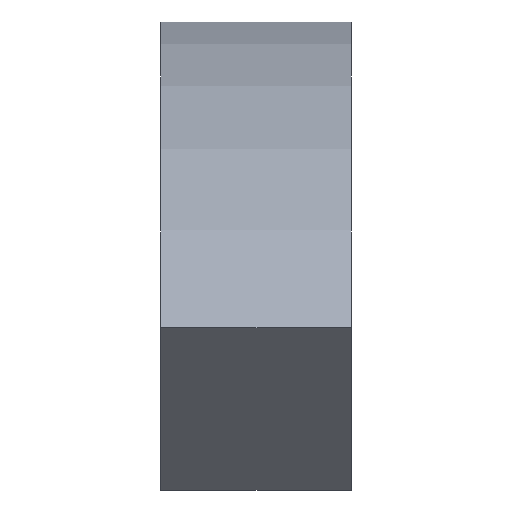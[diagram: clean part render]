
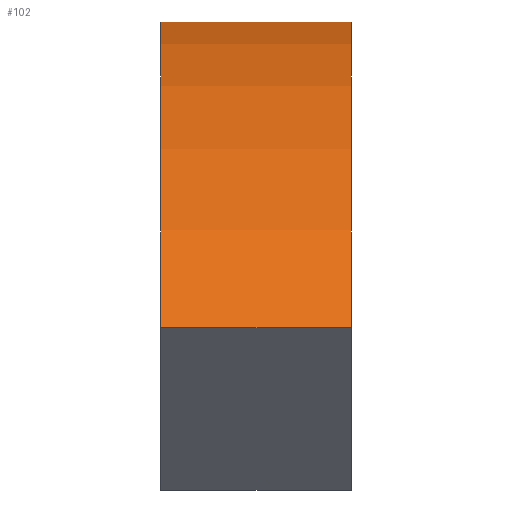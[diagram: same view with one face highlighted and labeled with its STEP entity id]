
A CAD part, left-side view. The second image highlights one B-rep face of the part: STEP entity #102.
In plain terms, the highlighted cylindrical face has radius 615.95 mm (diameter 1231.9 mm), a partial arc.
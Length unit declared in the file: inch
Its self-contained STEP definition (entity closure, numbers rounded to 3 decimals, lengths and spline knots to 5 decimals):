
#16=CYLINDRICAL_SURFACE('',#126,24.25);
#18=CIRCLE('',#121,24.25);
#19=CIRCLE('',#123,24.25);
#26=FACE_OUTER_BOUND('',#32,.T.);
#32=EDGE_LOOP('',(#89,#90,#91,#92));
#36=LINE('',#166,#44);
#38=LINE('',#172,#46);
#44=VECTOR('',#134,0.3937);
#46=VECTOR('',#138,0.3937);
#50=VERTEX_POINT('',#160);
#52=VERTEX_POINT('',#164);
#53=VERTEX_POINT('',#168);
#55=VERTEX_POINT('',#171);
#60=EDGE_CURVE('',#50,#52,#36,.T.);
#62=EDGE_CURVE('',#55,#53,#38,.T.);
#66=EDGE_CURVE('',#52,#55,#18,.T.);
#67=EDGE_CURVE('',#50,#53,#19,.T.);
#89=ORIENTED_EDGE('',*,*,#60,.T.);
#90=ORIENTED_EDGE('',*,*,#66,.T.);
#91=ORIENTED_EDGE('',*,*,#62,.T.);
#92=ORIENTED_EDGE('',*,*,#67,.F.);
#102=ADVANCED_FACE('',(#26),#16,.T.);
#121=AXIS2_PLACEMENT_3D('',#178,#145,#146);
#123=AXIS2_PLACEMENT_3D('',#180,#149,#150);
#126=AXIS2_PLACEMENT_3D('',#183,#155,#156);
#134=DIRECTION('',(0.,-1.,0.));
#138=DIRECTION('',(0.,1.,0.));
#145=DIRECTION('center_axis',(0.,1.,0.));
#146=DIRECTION('ref_axis',(-0.753,0.,0.659));
#149=DIRECTION('center_axis',(0.,1.,0.));
#150=DIRECTION('ref_axis',(-0.753,0.,0.659));
#155=DIRECTION('center_axis',(0.,1.,0.));
#156=DIRECTION('ref_axis',(-0.753,0.,0.659));
#160=CARTESIAN_POINT('',(-18.08409,5.,23.81265));
#164=CARTESIAN_POINT('',(-18.08409,0.,23.81265));
#166=CARTESIAN_POINT('',(-18.08409,0.,23.81265));
#168=CARTESIAN_POINT('',(18.08409,5.,23.81265));
#171=CARTESIAN_POINT('',(18.08409,0.,23.81265));
#172=CARTESIAN_POINT('',(18.08409,0.,23.81265));
#178=CARTESIAN_POINT('Origin',(0.,0.,7.65628));
#180=CARTESIAN_POINT('Origin',(0.,5.,7.65628));
#183=CARTESIAN_POINT('Origin',(0.,0.,7.65628));
